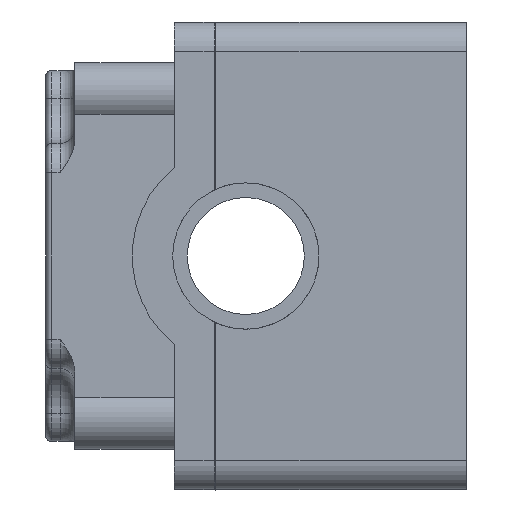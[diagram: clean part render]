
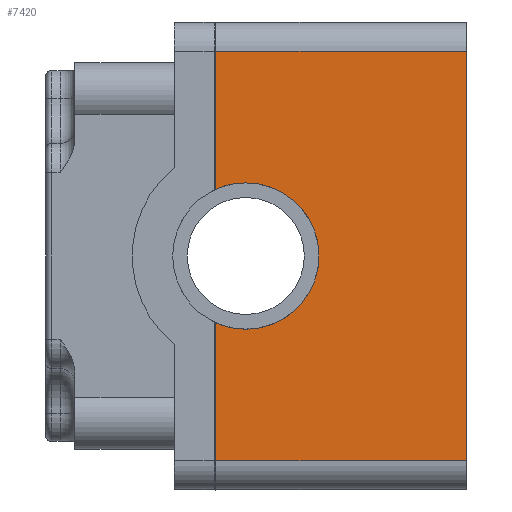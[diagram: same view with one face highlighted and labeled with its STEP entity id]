
A CAD part, left-side view. The second image highlights one B-rep face of the part: STEP entity #7420.
In plain terms, the highlighted planar face has unit normal (-1, 0, 0).
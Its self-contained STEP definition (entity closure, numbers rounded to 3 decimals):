
#230=PLANE('',#7892);
#432=FACE_OUTER_BOUND('',#869,.T.);
#869=EDGE_LOOP('',(#5084,#5085,#5086,#5087,#5088,#5089));
#1379=LINE('',#11191,#2025);
#1419=LINE('',#11325,#2065);
#1420=LINE('',#11327,#2066);
#1421=LINE('',#11329,#2067);
#1422=LINE('',#11330,#2068);
#2025=VECTOR('',#8777,23.679);
#2065=VECTOR('',#8895,23.679);
#2066=VECTOR('',#8896,43.);
#2067=VECTOR('',#8897,70.);
#2068=VECTOR('',#8898,43.);
#2678=CIRCLE('',#7893,12.5);
#3112=VERTEX_POINT('',#11188);
#3113=VERTEX_POINT('',#11190);
#3167=VERTEX_POINT('',#11322);
#3168=VERTEX_POINT('',#11324);
#3169=VERTEX_POINT('',#11326);
#3170=VERTEX_POINT('',#11328);
#3859=EDGE_CURVE('',#3112,#3113,#1379,.T.);
#3924=EDGE_CURVE('',#3112,#3167,#2678,.T.);
#3925=EDGE_CURVE('',#3168,#3167,#1419,.T.);
#3926=EDGE_CURVE('',#3168,#3169,#1420,.T.);
#3927=EDGE_CURVE('',#3170,#3169,#1421,.T.);
#3928=EDGE_CURVE('',#3113,#3170,#1422,.T.);
#5084=ORIENTED_EDGE('',*,*,#3924,.T.);
#5085=ORIENTED_EDGE('',*,*,#3925,.F.);
#5086=ORIENTED_EDGE('',*,*,#3926,.T.);
#5087=ORIENTED_EDGE('',*,*,#3927,.F.);
#5088=ORIENTED_EDGE('',*,*,#3928,.F.);
#5089=ORIENTED_EDGE('',*,*,#3859,.F.);
#7420=ADVANCED_FACE('',(#432),#230,.T.);
#7892=AXIS2_PLACEMENT_3D('',#11321,#8891,#8892);
#7893=AXIS2_PLACEMENT_3D('',#11323,#8893,#8894);
#8777=DIRECTION('',(0.,0.,1.));
#8891=DIRECTION('center_axis',(-1.,0.,0.));
#8892=DIRECTION('ref_axis',(0.,0.,-1.));
#8893=DIRECTION('center_axis',(1.,0.,0.));
#8894=DIRECTION('ref_axis',(0.,0.,-1.));
#8895=DIRECTION('',(0.,0.,1.));
#8896=DIRECTION('',(0.,-1.,0.));
#8897=DIRECTION('',(0.,0.,-1.));
#8898=DIRECTION('',(0.,-1.,0.));
#11188=CARTESIAN_POINT('',(-45.,0.,11.321));
#11190=CARTESIAN_POINT('',(-45.,0.,35.));
#11191=CARTESIAN_POINT('',(-45.,0.,-35.));
#11321=CARTESIAN_POINT('Origin',(-45.,0.,35.));
#11322=CARTESIAN_POINT('',(-45.,0.,-11.321));
#11323=CARTESIAN_POINT('Origin',(-45.,-5.3,0.));
#11324=CARTESIAN_POINT('',(-45.,0.,-35.));
#11325=CARTESIAN_POINT('',(-45.,0.,-35.));
#11326=CARTESIAN_POINT('',(-45.,-43.,-35.));
#11327=CARTESIAN_POINT('',(-45.,0.,-35.));
#11328=CARTESIAN_POINT('',(-45.,-43.,35.));
#11329=CARTESIAN_POINT('',(-45.,-43.,0.));
#11330=CARTESIAN_POINT('',(-45.,0.,35.));
